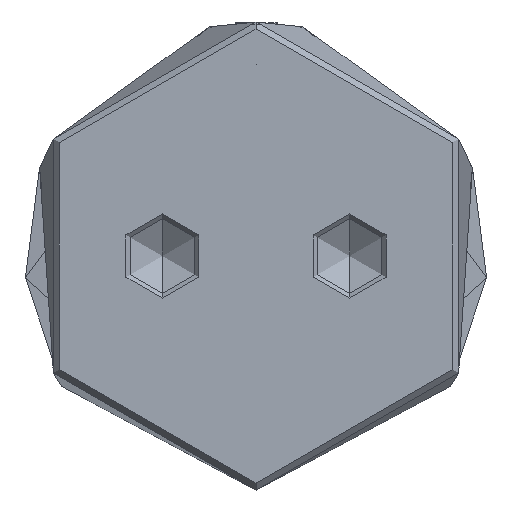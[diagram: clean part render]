
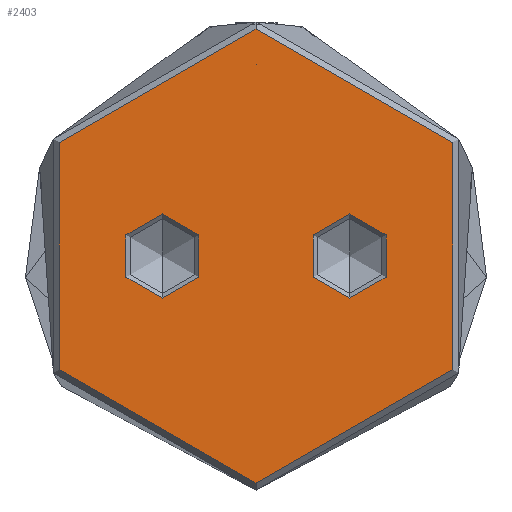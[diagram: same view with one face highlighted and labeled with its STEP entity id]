
A CAD part, front view. The second image highlights one B-rep face of the part: STEP entity #2403.
In plain terms, the highlighted face is planar.
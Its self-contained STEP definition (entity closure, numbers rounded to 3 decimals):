
#59 = CARTESIAN_POINT ( 'NONE',  ( 24.25, 0., 0. ) ) ;
#87 = DIRECTION ( 'NONE',  ( 0., 0., -1. ) ) ;
#160 = DIRECTION ( 'NONE',  ( 1., 0., 0. ) ) ;
#173 = CARTESIAN_POINT ( 'NONE',  ( 4.5, -10., 0. ) ) ;
#179 = EDGE_LOOP ( 'NONE', ( #4802, #3171 ) ) ;
#182 = ORIENTED_EDGE ( 'NONE', *, *, #3198, .F. ) ;
#187 = EDGE_LOOP ( 'NONE', ( #6167, #2087 ) ) ;
#207 = CARTESIAN_POINT ( 'NONE',  ( -4.5, 10., 0. ) ) ;
#394 = EDGE_CURVE ( 'NONE', #2081, #650, #3495, .T. ) ;
#650 = VERTEX_POINT ( 'NONE', #5329 ) ;
#953 = CARTESIAN_POINT ( 'NONE',  ( 0., 10., 0. ) ) ;
#1091 = AXIS2_PLACEMENT_3D ( 'NONE', #5248, #2288, #5727 ) ;
#1353 = DIRECTION ( 'NONE',  ( -1., 0., 0. ) ) ;
#1354 = CIRCLE ( 'NONE', #6603, 4.5 ) ;
#1394 = VERTEX_POINT ( 'NONE', #207 ) ;
#1438 = EDGE_CURVE ( 'NONE', #1394, #4486, #3410, .T. ) ;
#1521 = DIRECTION ( 'NONE',  ( 1., 0., 0. ) ) ;
#2081 = VERTEX_POINT ( 'NONE', #59 ) ;
#2087 = ORIENTED_EDGE ( 'NONE', *, *, #4542, .T. ) ;
#2151 = AXIS2_PLACEMENT_3D ( 'NONE', #953, #4561, #1521 ) ;
#2206 = EDGE_CURVE ( 'NONE', #3937, #3578, #2324, .T. ) ;
#2288 = DIRECTION ( 'NONE',  ( 0., 0., 1. ) ) ;
#2324 = CIRCLE ( 'NONE', #4522, 4.5 ) ;
#2403 = ADVANCED_FACE ( 'NONE', ( #4712, #5990, #3373 ), #5364, .F. ) ;
#2526 = CIRCLE ( 'NONE', #2151, 4.5 ) ;
#2978 = DIRECTION ( 'NONE',  ( 1., 0., 0. ) ) ;
#3030 = DIRECTION ( 'NONE',  ( 0., 0., 1. ) ) ;
#3047 = CARTESIAN_POINT ( 'NONE',  ( 0., 0., 0. ) ) ;
#3171 = ORIENTED_EDGE ( 'NONE', *, *, #394, .T. ) ;
#3198 = EDGE_CURVE ( 'NONE', #4486, #1394, #2526, .T. ) ;
#3246 = CARTESIAN_POINT ( 'NONE',  ( 0., -10., 0. ) ) ;
#3316 = DIRECTION ( 'NONE',  ( 0., 0., -1. ) ) ;
#3373 = FACE_BOUND ( 'NONE', #187, .T. ) ;
#3410 = CIRCLE ( 'NONE', #6290, 4.5 ) ;
#3466 = DIRECTION ( 'NONE',  ( 0., 0., 1. ) ) ;
#3495 = CIRCLE ( 'NONE', #6054, 24.25 ) ;
#3578 = VERTEX_POINT ( 'NONE', #3838 ) ;
#3611 = CIRCLE ( 'NONE', #1091, 24.25 ) ;
#3731 = CARTESIAN_POINT ( 'NONE',  ( 4.5, 10., 0. ) ) ;
#3749 = DIRECTION ( 'NONE',  ( 1., 0., 0. ) ) ;
#3838 = CARTESIAN_POINT ( 'NONE',  ( -4.5, -10., 0. ) ) ;
#3910 = CARTESIAN_POINT ( 'NONE',  ( 0., 0., 0. ) ) ;
#3937 = VERTEX_POINT ( 'NONE', #173 ) ;
#3970 = CARTESIAN_POINT ( 'NONE',  ( 0., 10., 0. ) ) ;
#4048 = DIRECTION ( 'NONE',  ( 1., 0., 0. ) ) ;
#4397 = AXIS2_PLACEMENT_3D ( 'NONE', #3910, #4424, #1353 ) ;
#4424 = DIRECTION ( 'NONE',  ( 0., 0., -1. ) ) ;
#4486 = VERTEX_POINT ( 'NONE', #3731 ) ;
#4522 = AXIS2_PLACEMENT_3D ( 'NONE', #6255, #3316, #160 ) ;
#4542 = EDGE_CURVE ( 'NONE', #3578, #3937, #1354, .T. ) ;
#4561 = DIRECTION ( 'NONE',  ( 0., 0., 1. ) ) ;
#4584 = EDGE_LOOP ( 'NONE', ( #182, #5319 ) ) ;
#4614 = EDGE_CURVE ( 'NONE', #650, #2081, #3611, .T. ) ;
#4712 = FACE_OUTER_BOUND ( 'NONE', #179, .T. ) ;
#4802 = ORIENTED_EDGE ( 'NONE', *, *, #4614, .T. ) ;
#5248 = CARTESIAN_POINT ( 'NONE',  ( 0., 0., 0. ) ) ;
#5319 = ORIENTED_EDGE ( 'NONE', *, *, #1438, .F. ) ;
#5329 = CARTESIAN_POINT ( 'NONE',  ( -24.25, 0., 0. ) ) ;
#5364 = PLANE ( 'NONE',  #4397 ) ;
#5727 = DIRECTION ( 'NONE',  ( 1., 0., 0. ) ) ;
#5990 = FACE_BOUND ( 'NONE', #4584, .T. ) ;
#6054 = AXIS2_PLACEMENT_3D ( 'NONE', #3047, #3030, #2978 ) ;
#6167 = ORIENTED_EDGE ( 'NONE', *, *, #2206, .T. ) ;
#6255 = CARTESIAN_POINT ( 'NONE',  ( 0., -10., 0. ) ) ;
#6290 = AXIS2_PLACEMENT_3D ( 'NONE', #3970, #3466, #4048 ) ;
#6603 = AXIS2_PLACEMENT_3D ( 'NONE', #3246, #87, #3749 ) ;
